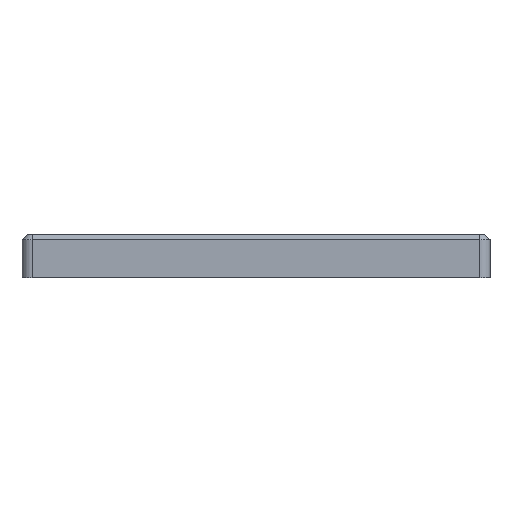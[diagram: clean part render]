
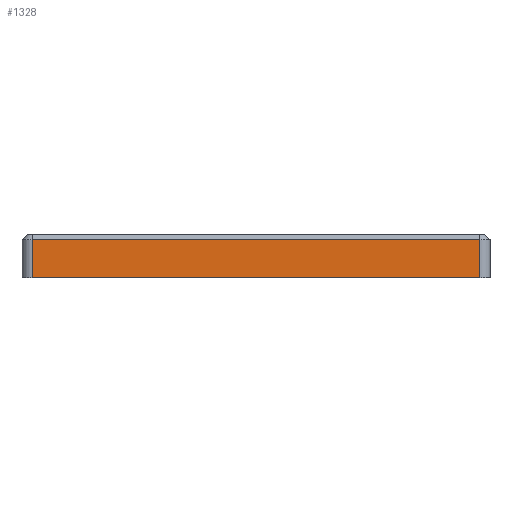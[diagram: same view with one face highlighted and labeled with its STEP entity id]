
A CAD part, front view. The second image highlights one B-rep face of the part: STEP entity #1328.
In plain terms, the highlighted planar face has unit normal (0, -1, 0).
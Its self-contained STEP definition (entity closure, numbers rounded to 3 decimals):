
#1084=CARTESIAN_POINT('',(76.5,-120.,5.5));
#1085=VERTEX_POINT('',#1084);
#1093=CARTESIAN_POINT('',(-76.5,-120.,5.5));
#1094=VERTEX_POINT('',#1093);
#1101=CARTESIAN_POINT('',(-76.5,-120.,5.5));
#1102=DIRECTION('',(1.0,0.0,0.0));
#1103=VECTOR('',#1102,153.0);
#1104=LINE('',#1101,#1103);
#1105=EDGE_CURVE('',#1094,#1085,#1104,.T.);
#1286=CARTESIAN_POINT('',(76.5,-120.,-7.5));
#1287=VERTEX_POINT('',#1286);
#1288=CARTESIAN_POINT('',(76.5,-120.,5.5));
#1289=DIRECTION('',(0.0,0.0,-1.0));
#1290=VECTOR('',#1289,13.0);
#1291=LINE('',#1288,#1290);
#1292=EDGE_CURVE('',#1085,#1287,#1291,.T.);
#1305=CARTESIAN_POINT('',(80.,-120.,0.0));
#1306=DIRECTION('',(0.0,-1.0,0.0));
#1307=DIRECTION('',(0.0,0.0,-1.0));
#1308=AXIS2_PLACEMENT_3D('',#1305,#1306,#1307);
#1309=PLANE('',#1308);
#1310=ORIENTED_EDGE('',*,*,#1105,.F.);
#1311=CARTESIAN_POINT('',(-76.5,-120.,-7.5));
#1312=VERTEX_POINT('',#1311);
#1313=CARTESIAN_POINT('',(-76.5,-120.,-7.5));
#1314=DIRECTION('',(0.0,0.0,1.0));
#1315=VECTOR('',#1314,13.0);
#1316=LINE('',#1313,#1315);
#1317=EDGE_CURVE('',#1312,#1094,#1316,.T.);
#1318=ORIENTED_EDGE('',*,*,#1317,.F.);
#1319=CARTESIAN_POINT('',(-76.5,-120.,-7.5));
#1320=DIRECTION('',(1.0,0.0,0.0));
#1321=VECTOR('',#1320,153.0);
#1322=LINE('',#1319,#1321);
#1323=EDGE_CURVE('',#1312,#1287,#1322,.T.);
#1324=ORIENTED_EDGE('',*,*,#1323,.T.);
#1325=ORIENTED_EDGE('',*,*,#1292,.F.);
#1326=EDGE_LOOP('',(#1310,#1318,#1324,#1325));
#1327=FACE_OUTER_BOUND('',#1326,.T.);
#1328=ADVANCED_FACE('',(#1327),#1309,.T.);
